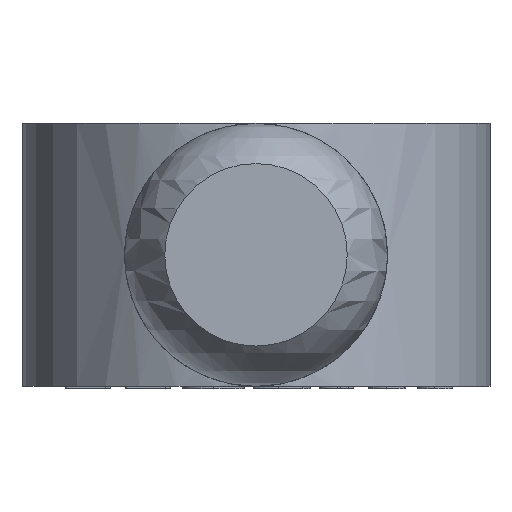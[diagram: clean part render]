
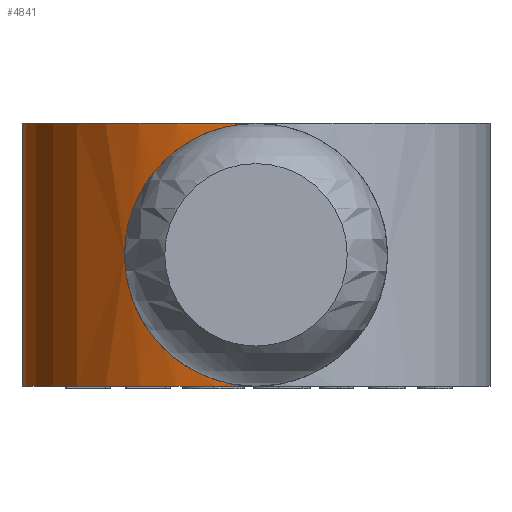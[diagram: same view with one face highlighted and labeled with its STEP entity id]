
A CAD part, front view. The second image highlights one B-rep face of the part: STEP entity #4841.
In plain terms, the highlighted cylindrical face has radius 12.7 mm (diameter 25.4 mm), a partial arc.
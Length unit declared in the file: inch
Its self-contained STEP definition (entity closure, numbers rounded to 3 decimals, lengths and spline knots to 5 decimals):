
#64=CYLINDRICAL_SURFACE('',#5047,0.5);
#433=LINE('',#12642,#803);
#803=VECTOR('',#5825,39.37008);
#1007=B_SPLINE_CURVE_WITH_KNOTS('',3,(#12624,#12625,#12626,#12627,#12628,
#12629,#12630,#12631,#12632,#12633,#12634,#12635,#12636,#12637,#12638,#12639,
#12640,#12641),.UNSPECIFIED.,.F.,.F.,(4,2,2,2,2,2,2,2,4),(1.1044,
1.37985,1.6553,1.93205,2.20881,2.48556,
2.76231,3.03776,3.31321),.UNSPECIFIED.);
#1285=FACE_OUTER_BOUND('',#1539,.T.);
#1539=EDGE_LOOP('',(#3744,#3745,#3746,#3747));
#1643=CIRCLE('',#5044,0.5);
#1645=CIRCLE('',#5048,0.5);
#1828=VERTEX_POINT('',#7399);
#1829=VERTEX_POINT('',#7400);
#2120=VERTEX_POINT('',#12606);
#2126=VERTEX_POINT('',#12622);
#2747=EDGE_CURVE('',#2120,#1828,#1643,.T.);
#2754=EDGE_CURVE('',#2126,#1829,#1645,.T.);
#2755=EDGE_CURVE('',#1829,#1828,#1007,.F.);
#2756=EDGE_CURVE('',#2120,#2126,#433,.T.);
#3744=ORIENTED_EDGE('',*,*,#2754,.T.);
#3745=ORIENTED_EDGE('',*,*,#2755,.T.);
#3746=ORIENTED_EDGE('',*,*,#2747,.F.);
#3747=ORIENTED_EDGE('',*,*,#2756,.T.);
#4841=ADVANCED_FACE('',(#1285),#64,.T.);
#5044=AXIS2_PLACEMENT_3D('',#12609,#5810,#5811);
#5047=AXIS2_PLACEMENT_3D('',#12621,#5821,#5822);
#5048=AXIS2_PLACEMENT_3D('',#12623,#5823,#5824);
#5810=DIRECTION('center_axis',(0.,0.,1.));
#5811=DIRECTION('ref_axis',(1.,0.,0.));
#5821=DIRECTION('center_axis',(0.,0.,-1.));
#5822=DIRECTION('ref_axis',(-1.,0.,0.));
#5823=DIRECTION('center_axis',(0.,0.,1.));
#5824=DIRECTION('ref_axis',(1.,0.,0.));
#5825=DIRECTION('',(0.,0.,-1.));
#7399=CARTESIAN_POINT('',(0.,-0.5,0.281));
#7400=CARTESIAN_POINT('',(0.,-0.5,-0.281));
#12606=CARTESIAN_POINT('',(-0.5,0.,0.281));
#12609=CARTESIAN_POINT('Origin',(0.,0.,0.281));
#12621=CARTESIAN_POINT('Origin',(0.,0.,0.281));
#12622=CARTESIAN_POINT('',(-0.5,0.,-0.281));
#12623=CARTESIAN_POINT('Origin',(0.,0.,-0.281));
#12624=CARTESIAN_POINT('Ctrl Pts',(0.,-0.5,0.281));
#12625=CARTESIAN_POINT('Ctrl Pts',(-0.03615,-0.5,0.281));
#12626=CARTESIAN_POINT('Ctrl Pts',(-0.07417,-0.49573,
0.27361));
#12627=CARTESIAN_POINT('Ctrl Pts',(-0.1432,-0.48036,
0.24466));
#12628=CARTESIAN_POINT('Ctrl Pts',(-0.17426,-0.46941,
0.22314));
#12629=CARTESIAN_POINT('Ctrl Pts',(-0.22325,-0.44819,
0.17414));
#12630=CARTESIAN_POINT('Ctrl Pts',(-0.24469,-0.43636,
0.14312));
#12631=CARTESIAN_POINT('Ctrl Pts',(-0.27357,-0.41886,
0.07426));
#12632=CARTESIAN_POINT('Ctrl Pts',(-0.281,-0.41357,0.03632));
#12633=CARTESIAN_POINT('Ctrl Pts',(-0.281,-0.41357,-0.03632));
#12634=CARTESIAN_POINT('Ctrl Pts',(-0.27357,-0.41886,
-0.07426));
#12635=CARTESIAN_POINT('Ctrl Pts',(-0.24469,-0.43636,
-0.14312));
#12636=CARTESIAN_POINT('Ctrl Pts',(-0.22325,-0.44819,
-0.17414));
#12637=CARTESIAN_POINT('Ctrl Pts',(-0.17426,-0.46941,
-0.22314));
#12638=CARTESIAN_POINT('Ctrl Pts',(-0.1432,-0.48036,
-0.24466));
#12639=CARTESIAN_POINT('Ctrl Pts',(-0.07417,-0.49573,
-0.27361));
#12640=CARTESIAN_POINT('Ctrl Pts',(-0.03615,-0.5,-0.281));
#12641=CARTESIAN_POINT('Ctrl Pts',(0.,-0.5,-0.281));
#12642=CARTESIAN_POINT('',(-0.5,0.,0.281));
